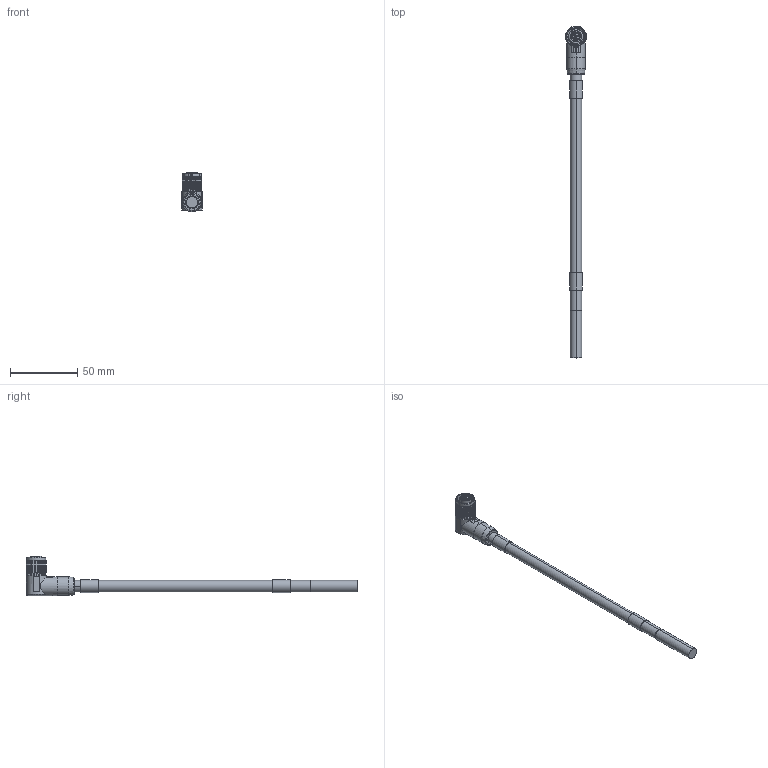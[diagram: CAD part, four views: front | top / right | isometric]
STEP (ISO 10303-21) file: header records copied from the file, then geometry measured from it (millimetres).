
FILE_DESCRIPTION (( 'STEP AP214' ), '1' );
FILE_NAME ('0E011030_ohne Beschriftung.STEP', '2025-05-07T13:36:58', ( '' ), ( '' ), 'SwSTEP 2.0', 'SolidWorks 2024', '' );
FILE_SCHEMA (( 'AUTOMOTIVE_DESIGN' ));
Length unit declared in the file: millimetre
Products named in the file (1): 0E011030_ohne Beschriftung
Bounding box: 15 x 246.9 x 29.65 mm (x, y, z)
Volume: 19897.6 mm3; surface area: 9433.8 mm2
Topology: 1 solids, 1 shells, 498 faces, 1323 edges, 865 vertices
Faces by surface type: cylinder 207, plane 169, bspline 45, cone 43, torus 32, sphere 2
Entity records: 19429 total; most frequent: CARTESIAN_POINT 7268, ORIENTED_EDGE 2642, DIRECTION 2393, EDGE_CURVE 1321, VERTEX_POINT 865, AXIS2_PLACEMENT_3D 865, LINE 663, VECTOR 663
